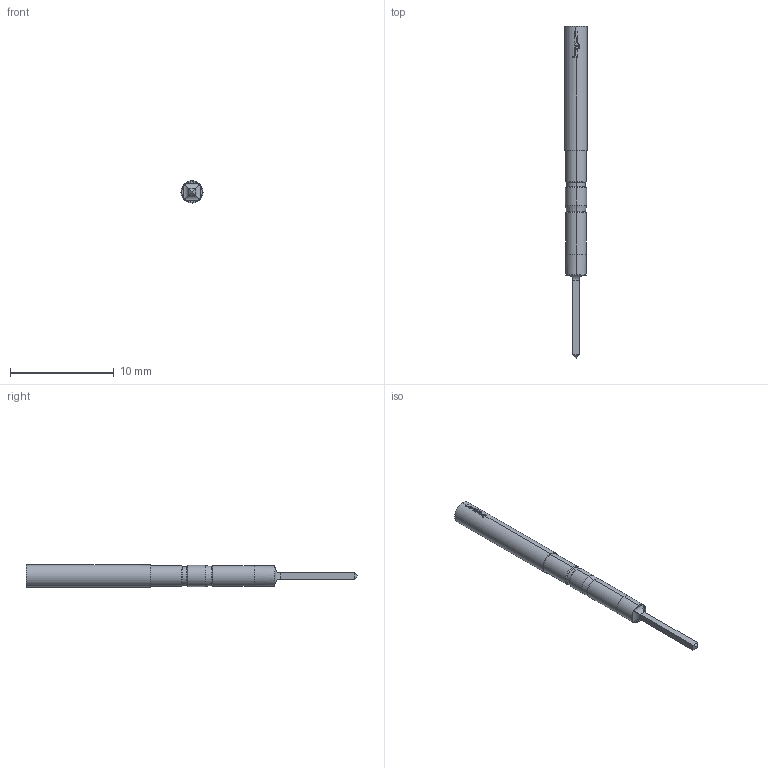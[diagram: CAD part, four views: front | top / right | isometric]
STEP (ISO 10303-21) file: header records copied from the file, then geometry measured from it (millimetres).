
FILE_DESCRIPTION (( 'STEP AP203' ), '1' );
FILE_NAME ('INGUN_KT-254_W3_E12.STEP', '2021-01-20T14:15:42', ( '' ), ( '' ), 'SwSTEP 2.0', 'SolidWorks 2018', '' );
FILE_SCHEMA (( 'CONFIG_CONTROL_DESIGN' ));
Length unit declared in the file: millimetre
Products named in the file (1): INGUN_KT-254_W3_E12
Bounding box: 2.15 x 32 x 2.15 mm (x, y, z)
Volume: 80.4 mm3; surface area: 190.7 mm2
Topology: 1 solids, 1 shells, 127 faces, 338 edges, 214 vertices
Faces by surface type: bspline 62, cylinder 37, cone 14, plane 14
Entity records: 4399 total; most frequent: CARTESIAN_POINT 1812, ORIENTED_EDGE 672, EDGE_CURVE 336, DIRECTION 270, B_SPLINE_CURVE_WITH_KNOTS 230, VERTEX_POINT 214, EDGE_LOOP 130, FACE_OUTER_BOUND 127
